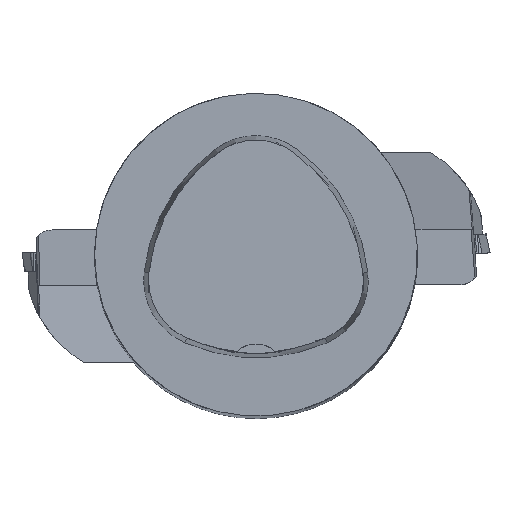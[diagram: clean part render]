
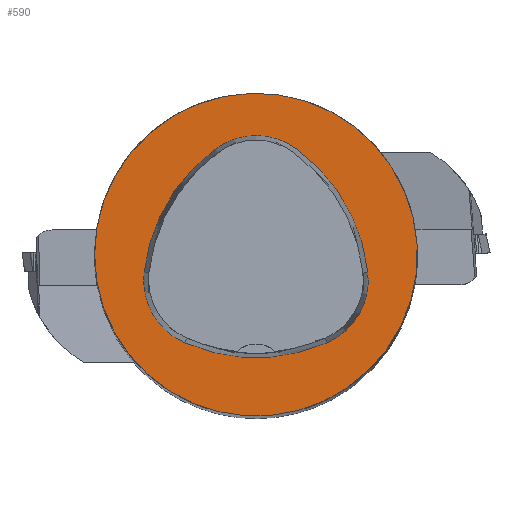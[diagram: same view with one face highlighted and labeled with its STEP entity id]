
A CAD part, top view. The second image highlights one B-rep face of the part: STEP entity #590.
In plain terms, the highlighted planar face has unit normal (0, 0, 1).
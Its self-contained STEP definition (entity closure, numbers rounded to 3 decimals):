
#306=FACE_BOUND('',#986,.T.);
#307=FACE_BOUND('',#987,.T.);
#412=PLANE('',#3869);
#590=ADVANCED_FACE('',(#306,#307),#412,.T.);
#986=EDGE_LOOP('',(#1985,#1986,#1987,#1988,#1989,#1990));
#987=EDGE_LOOP('',(#1991));
#1211=CIRCLE('',#3818,40.);
#1216=CIRCLE('',#3847,44.);
#1218=CIRCLE('',#3850,17.);
#1220=CIRCLE('',#3853,44.);
#1222=CIRCLE('',#3856,17.);
#1226=CIRCLE('',#3861,44.);
#1228=CIRCLE('',#3864,17.);
#1985=ORIENTED_EDGE('',*,*,#2853,.T.);
#1986=ORIENTED_EDGE('',*,*,#2833,.T.);
#1987=ORIENTED_EDGE('',*,*,#2837,.T.);
#1988=ORIENTED_EDGE('',*,*,#2840,.T.);
#1989=ORIENTED_EDGE('',*,*,#2843,.T.);
#1990=ORIENTED_EDGE('',*,*,#2851,.T.);
#1991=ORIENTED_EDGE('',*,*,#2798,.F.);
#2393=VERTEX_POINT('',#6049);
#2412=VERTEX_POINT('',#6121);
#2413=VERTEX_POINT('',#6122);
#2416=VERTEX_POINT('',#6130);
#2418=VERTEX_POINT('',#6136);
#2420=VERTEX_POINT('',#6142);
#2427=VERTEX_POINT('',#6163);
#2798=EDGE_CURVE('',#2393,#2393,#1211,.T.);
#2833=EDGE_CURVE('',#2412,#2413,#1216,.T.);
#2837=EDGE_CURVE('',#2413,#2416,#1218,.T.);
#2840=EDGE_CURVE('',#2416,#2418,#1220,.T.);
#2843=EDGE_CURVE('',#2418,#2420,#1222,.T.);
#2851=EDGE_CURVE('',#2420,#2427,#1226,.T.);
#2853=EDGE_CURVE('',#2427,#2412,#1228,.T.);
#3818=AXIS2_PLACEMENT_3D('',#6048,#4527,#4528);
#3847=AXIS2_PLACEMENT_3D('',#6120,#4609,#4610);
#3850=AXIS2_PLACEMENT_3D('',#6129,#4617,#4618);
#3853=AXIS2_PLACEMENT_3D('',#6135,#4624,#4625);
#3856=AXIS2_PLACEMENT_3D('',#6141,#4631,#4632);
#3861=AXIS2_PLACEMENT_3D('',#6164,#4643,#4644);
#3864=AXIS2_PLACEMENT_3D('',#6167,#4649,#4650);
#3869=AXIS2_PLACEMENT_3D('',#6172,#4659,#4660);
#4527=DIRECTION('',(0.,0.,-1.));
#4528=DIRECTION('',(-1.,0.,0.));
#4609=DIRECTION('',(0.,0.,-1.));
#4610=DIRECTION('',(-1.,0.,0.));
#4617=DIRECTION('',(0.,0.,-1.));
#4618=DIRECTION('',(-1.,0.,0.));
#4624=DIRECTION('',(0.,0.,-1.));
#4625=DIRECTION('',(-1.,0.,0.));
#4631=DIRECTION('',(0.,0.,-1.));
#4632=DIRECTION('',(-1.,0.,0.));
#4643=DIRECTION('',(0.,0.,-1.));
#4644=DIRECTION('',(-1.,0.,0.));
#4649=DIRECTION('',(0.,0.,-1.));
#4650=DIRECTION('',(-1.,0.,0.));
#4659=DIRECTION('',(0.,0.,1.));
#4660=DIRECTION('',(-1.,0.,0.));
#6048=CARTESIAN_POINT('',(0.,0.,0.));
#6049=CARTESIAN_POINT('',(-40.,0.,0.));
#6120=CARTESIAN_POINT('',(16.01,-9.224,0.));
#6121=CARTESIAN_POINT('',(-27.722,-4.378,0.));
#6122=CARTESIAN_POINT('',(-10.119,26.178,0.));
#6129=CARTESIAN_POINT('',(-0.023,12.5,0.));
#6130=CARTESIAN_POINT('',(10.049,26.194,0.));
#6135=CARTESIAN_POINT('',(-16.021,-9.25,0.));
#6136=CARTESIAN_POINT('',(27.71,-4.394,0.));
#6141=CARTESIAN_POINT('',(10.814,-6.27,0.));
#6142=CARTESIAN_POINT('',(17.611,-21.852,0.));
#6163=CARTESIAN_POINT('',(-17.652,-21.819,0.));
#6164=CARTESIAN_POINT('',(0.017,18.477,0.));
#6167=CARTESIAN_POINT('',(-10.825,-6.25,0.));
#6172=CARTESIAN_POINT('',(0.,0.,0.));
